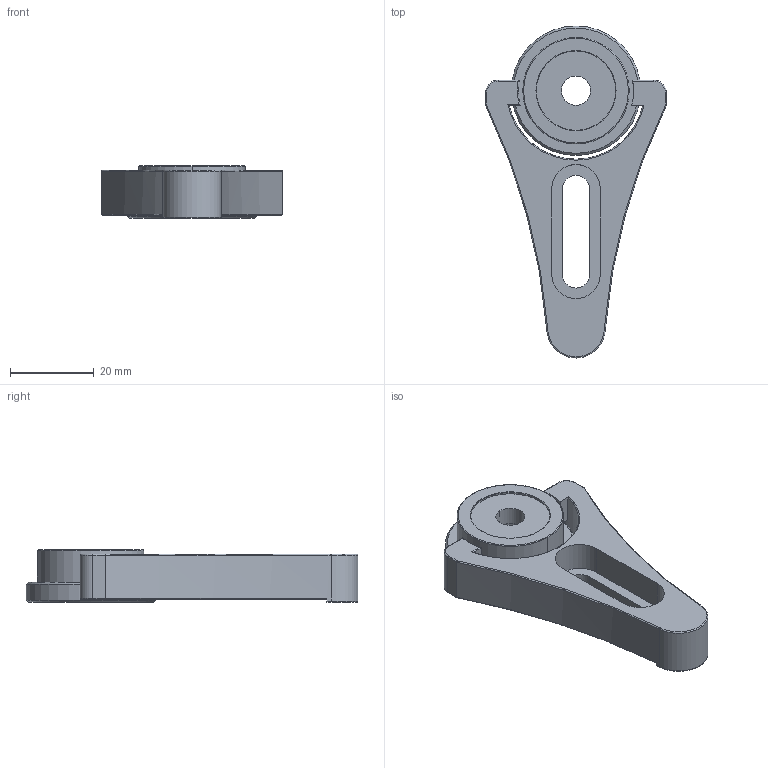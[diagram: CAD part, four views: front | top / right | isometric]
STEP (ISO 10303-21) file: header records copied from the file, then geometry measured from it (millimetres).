
FILE_DESCRIPTION (( 'STEP AP203' ), '1' );
FILE_NAME ('02BCF-3(M).STEP', '2016-03-02T05:31:50', ( '' ), ( '' ), 'SwSTEP 2.0', 'SolidWorks 2016', '' );
FILE_SCHEMA (( 'CONFIG_CONTROL_DESIGN' ));
Length unit declared in the file: millimetre
Products named in the file (1): 02BCF-3(M)
Bounding box: 43.3 x 79.5 x 12.5 mm (x, y, z)
Volume: 16028.6 mm3; surface area: 8033 mm2
Topology: 2 solids, 2 shells, 93 faces, 214 edges, 131 vertices
Faces by surface type: cylinder 38, plane 26, torus 21, cone 8
Entity records: 2775 total; most frequent: CARTESIAN_POINT 524, DIRECTION 496, ORIENTED_EDGE 428, EDGE_CURVE 214, AXIS2_PLACEMENT_3D 203, VERTEX_POINT 131, CIRCLE 109, EDGE_LOOP 103
